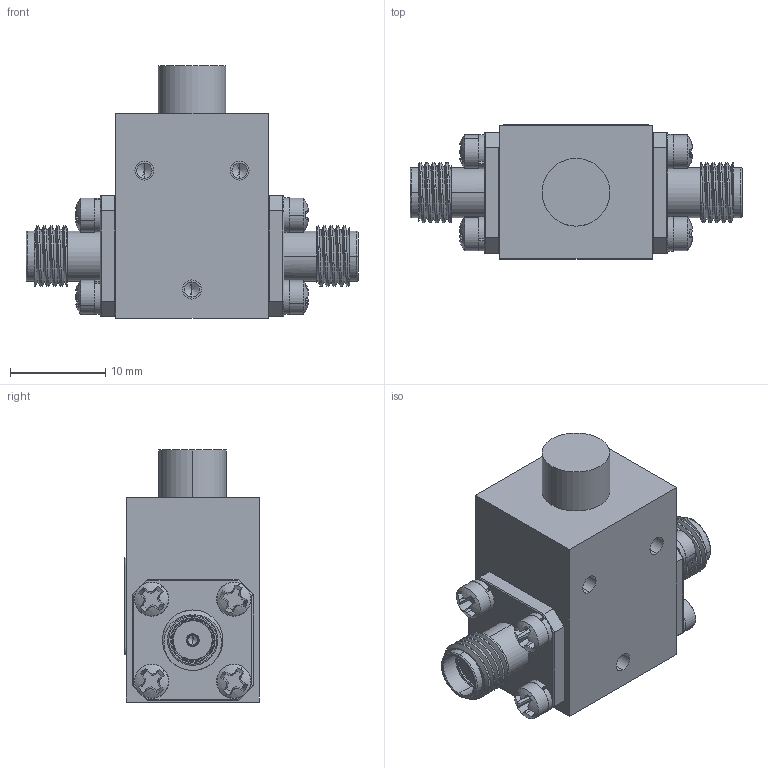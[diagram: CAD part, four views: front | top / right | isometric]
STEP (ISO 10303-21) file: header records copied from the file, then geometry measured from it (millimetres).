
FILE_DESCRIPTION (( 'STEP AP214' ), '1' );
FILE_NAME ('3D STEP Model.STEP', '2024-08-26T13:21:42', ( '' ), ( '' ), 'SwSTEP 2.0', 'SolidWorks 2024', '' );
FILE_SCHEMA (( 'AUTOMOTIVE_DESIGN' ));
Length unit declared in the file: inch
Products named in the file (1): 3D STEP Model
Bounding box: 34.9 x 14.12 x 26.49 mm (x, y, z)
Volume: 5992.8 mm3; surface area: 4451.7 mm2
Topology: 28 solids, 28 shells, 707 faces, 2785 edges, 2248 vertices
Faces by surface type: plane 349, cylinder 176, torus 92, cone 70, sphere 16, bspline 4
Entity records: 32356 total; most frequent: CARTESIAN_POINT 7842, ORIENTED_EDGE 5542, DIRECTION 4568, EDGE_CURVE 2771, VERTEX_POINT 2248, LINE 1720, VECTOR 1720, AXIS2_PLACEMENT_3D 1424
